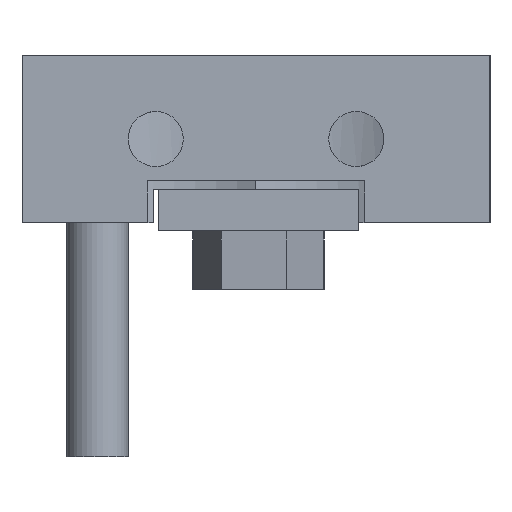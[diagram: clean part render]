
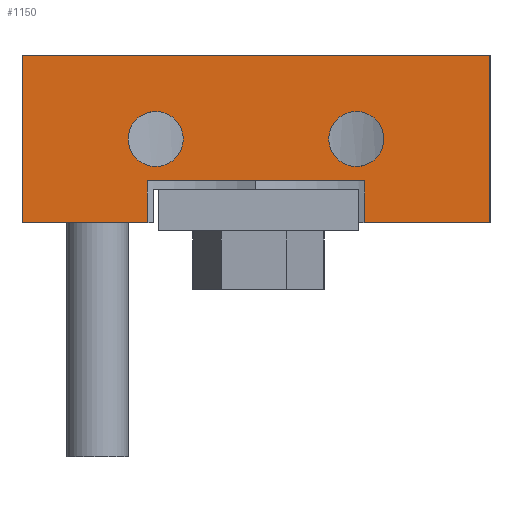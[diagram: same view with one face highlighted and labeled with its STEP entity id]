
A CAD part, left-side view. The second image highlights one B-rep face of the part: STEP entity #1150.
In plain terms, the highlighted planar face has unit normal (-1, 0, 0).
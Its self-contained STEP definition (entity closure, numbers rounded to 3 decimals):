
#24=FACE_BOUND('',#198,.T.);
#25=FACE_BOUND('',#199,.T.);
#31=CIRCLE('',#1201,1.65);
#32=CIRCLE('',#1202,1.65);
#39=CIRCLE('',#1212,1.65);
#40=CIRCLE('',#1213,1.65);
#134=FACE_OUTER_BOUND('',#197,.T.);
#197=EDGE_LOOP('',(#1022,#1023,#1024,#1025,#1026,#1027,#1028,#1029));
#198=EDGE_LOOP('',(#1030,#1031));
#199=EDGE_LOOP('',(#1032,#1033));
#279=LINE('',#1873,#403);
#289=LINE('',#1903,#413);
#315=LINE('',#1972,#439);
#320=LINE('',#1980,#444);
#321=LINE('',#1983,#445);
#323=LINE('',#1987,#447);
#324=LINE('',#1989,#448);
#325=LINE('',#1990,#449);
#403=VECTOR('',#1464,1000.);
#413=VECTOR('',#1492,1000.);
#439=VECTOR('',#1558,1000.);
#444=VECTOR('',#1567,1000.);
#445=VECTOR('',#1570,1000.);
#447=VECTOR('',#1574,1000.);
#448=VECTOR('',#1575,1000.);
#449=VECTOR('',#1576,1000.);
#498=VERTEX_POINT('',#1742);
#499=VERTEX_POINT('',#1744);
#512=VERTEX_POINT('',#1829);
#513=VERTEX_POINT('',#1831);
#526=VERTEX_POINT('',#1866);
#529=VERTEX_POINT('',#1871);
#539=VERTEX_POINT('',#1900);
#540=VERTEX_POINT('',#1902);
#564=VERTEX_POINT('',#1977);
#565=VERTEX_POINT('',#1982);
#566=VERTEX_POINT('',#1986);
#567=VERTEX_POINT('',#1988);
#636=EDGE_CURVE('',#498,#499,#31,.T.);
#637=EDGE_CURVE('',#499,#498,#32,.T.);
#653=EDGE_CURVE('',#512,#513,#39,.T.);
#654=EDGE_CURVE('',#513,#512,#40,.T.);
#673=EDGE_CURVE('',#529,#526,#279,.T.);
#687=EDGE_CURVE('',#540,#539,#289,.T.);
#723=EDGE_CURVE('',#540,#529,#315,.T.);
#728=EDGE_CURVE('',#564,#526,#320,.T.);
#729=EDGE_CURVE('',#564,#565,#321,.T.);
#731=EDGE_CURVE('',#565,#566,#323,.T.);
#732=EDGE_CURVE('',#539,#567,#324,.T.);
#733=EDGE_CURVE('',#566,#567,#325,.T.);
#1022=ORIENTED_EDGE('',*,*,#731,.F.);
#1023=ORIENTED_EDGE('',*,*,#729,.F.);
#1024=ORIENTED_EDGE('',*,*,#728,.T.);
#1025=ORIENTED_EDGE('',*,*,#673,.F.);
#1026=ORIENTED_EDGE('',*,*,#723,.F.);
#1027=ORIENTED_EDGE('',*,*,#687,.T.);
#1028=ORIENTED_EDGE('',*,*,#732,.T.);
#1029=ORIENTED_EDGE('',*,*,#733,.F.);
#1030=ORIENTED_EDGE('',*,*,#654,.F.);
#1031=ORIENTED_EDGE('',*,*,#653,.F.);
#1032=ORIENTED_EDGE('',*,*,#637,.F.);
#1033=ORIENTED_EDGE('',*,*,#636,.F.);
#1094=PLANE('',#1263);
#1150=ADVANCED_FACE('',(#134,#24,#25),#1094,.F.);
#1201=AXIS2_PLACEMENT_3D('',#1745,#1392,#1393);
#1202=AXIS2_PLACEMENT_3D('',#1746,#1394,#1395);
#1212=AXIS2_PLACEMENT_3D('',#1832,#1420,#1421);
#1213=AXIS2_PLACEMENT_3D('',#1833,#1422,#1423);
#1263=AXIS2_PLACEMENT_3D('',#1985,#1572,#1573);
#1392=DIRECTION('center_axis',(-1.,0.,0.));
#1393=DIRECTION('ref_axis',(0.,0.,1.));
#1394=DIRECTION('center_axis',(-1.,0.,0.));
#1395=DIRECTION('ref_axis',(0.,0.,1.));
#1420=DIRECTION('center_axis',(-1.,0.,0.));
#1421=DIRECTION('ref_axis',(0.,0.,1.));
#1422=DIRECTION('center_axis',(-1.,0.,0.));
#1423=DIRECTION('ref_axis',(0.,0.,1.));
#1464=DIRECTION('',(0.,0.,-1.));
#1492=DIRECTION('',(0.,0.,-1.));
#1558=DIRECTION('',(0.,-1.,0.));
#1567=DIRECTION('',(0.,-1.,0.));
#1570=DIRECTION('',(0.,0.,1.));
#1572=DIRECTION('center_axis',(1.,0.,0.));
#1573=DIRECTION('ref_axis',(0.,0.,-1.));
#1574=DIRECTION('',(0.,1.,0.));
#1575=DIRECTION('',(0.,-1.,0.));
#1576=DIRECTION('',(0.,0.,-1.));
#1742=CARTESIAN_POINT('',(-36.515,-5.036,115.716));
#1744=CARTESIAN_POINT('',(-36.515,-5.036,119.016));
#1745=CARTESIAN_POINT('Origin',(-36.515,-5.036,117.366));
#1746=CARTESIAN_POINT('Origin',(-36.515,-5.036,117.366));
#1829=CARTESIAN_POINT('',(-36.515,6.964,115.716));
#1831=CARTESIAN_POINT('',(-36.515,6.964,119.016));
#1832=CARTESIAN_POINT('Origin',(-36.515,6.964,117.366));
#1833=CARTESIAN_POINT('Origin',(-36.515,6.964,117.366));
#1866=CARTESIAN_POINT('',(-36.515,-13.036,112.366));
#1871=CARTESIAN_POINT('',(-36.515,-13.036,122.366));
#1873=CARTESIAN_POINT('',(-36.515,-13.036,122.366));
#1900=CARTESIAN_POINT('',(-36.515,14.964,112.366));
#1902=CARTESIAN_POINT('',(-36.515,14.964,122.366));
#1903=CARTESIAN_POINT('',(-36.515,14.964,122.366));
#1972=CARTESIAN_POINT('',(-36.515,-13.036,122.366));
#1977=CARTESIAN_POINT('',(-36.515,-5.536,112.366));
#1980=CARTESIAN_POINT('',(-36.515,-13.036,112.366));
#1982=CARTESIAN_POINT('',(-36.515,-5.536,114.866));
#1983=CARTESIAN_POINT('',(-36.515,-5.536,109.866));
#1985=CARTESIAN_POINT('Origin',(-36.515,-13.036,122.366));
#1986=CARTESIAN_POINT('',(-36.515,7.464,114.866));
#1987=CARTESIAN_POINT('',(-36.515,-5.536,114.866));
#1988=CARTESIAN_POINT('',(-36.515,7.464,112.366));
#1989=CARTESIAN_POINT('',(-36.515,-13.036,112.366));
#1990=CARTESIAN_POINT('',(-36.515,7.464,109.866));
